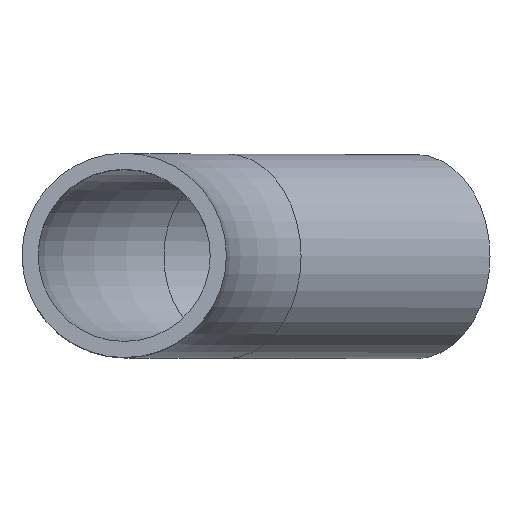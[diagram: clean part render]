
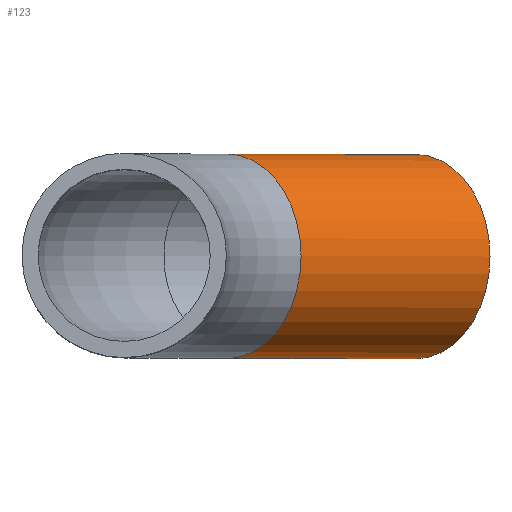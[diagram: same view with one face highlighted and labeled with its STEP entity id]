
A CAD part, top view. The second image highlights one B-rep face of the part: STEP entity #123.
In plain terms, the highlighted cylindrical face has radius 9.5 mm (diameter 19 mm), a full revolution.
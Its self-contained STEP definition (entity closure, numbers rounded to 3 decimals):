
#96=CARTESIAN_POINT('',(9.525,0.0,-24.));
#97=DIRECTION('',(0.686,0.0,-0.728));
#98=DIRECTION('',(0.728,0.0,0.686));
#99=AXIS2_PLACEMENT_3D('',#96,#97,#98);
#100=CYLINDRICAL_SURFACE('',#99,9.5);
#101=CARTESIAN_POINT('',(20.171,0.,-49.155));
#102=VERTEX_POINT('',#101);
#103=CARTESIAN_POINT('',(27.086,0.0,-42.641));
#104=DIRECTION('',(-0.686,0.0,0.728));
#105=DIRECTION('',(0.728,0.0,0.686));
#106=AXIS2_PLACEMENT_3D('',#103,#104,#105);
#107=CIRCLE('',#106,9.5);
#108=EDGE_CURVE('',#102,#102,#107,.T.);
#109=ORIENTED_EDGE('',*,*,#108,.T.);
#110=EDGE_LOOP('',(#109));
#111=FACE_OUTER_BOUND('',#110,.T.);
#112=CARTESIAN_POINT('',(2.61,0.,-30.514));
#113=VERTEX_POINT('',#112);
#114=CARTESIAN_POINT('',(9.525,0.0,-24.));
#115=DIRECTION('',(-0.686,0.0,0.728));
#116=DIRECTION('',(-0.728,0.0,-0.686));
#117=AXIS2_PLACEMENT_3D('',#114,#115,#116);
#118=CIRCLE('',#117,9.5);
#119=EDGE_CURVE('',#113,#113,#118,.T.);
#120=ORIENTED_EDGE('',*,*,#119,.F.);
#121=EDGE_LOOP('',(#120));
#122=FACE_BOUND('',#121,.T.);
#123=ADVANCED_FACE('',(#111,#122),#100,.T.);
